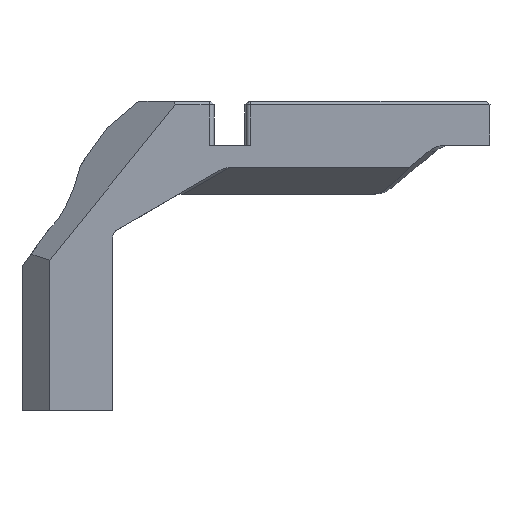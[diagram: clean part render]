
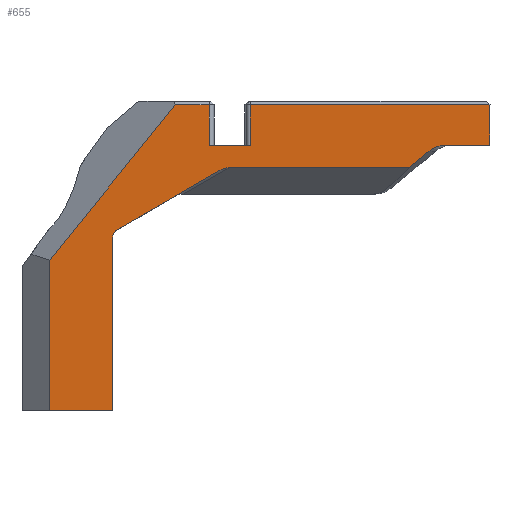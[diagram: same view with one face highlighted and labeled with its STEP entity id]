
A CAD part, top view. The second image highlights one B-rep face of the part: STEP entity #655.
In plain terms, the highlighted planar face has unit normal (-0.087, 0, 0.996).
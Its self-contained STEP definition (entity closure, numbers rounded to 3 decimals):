
#17 = VERTEX_POINT ( 'NONE', #2247 ) ;
#32 = CARTESIAN_POINT ( 'NONE',  ( -30.676, 39.306, 105.131 ) ) ;
#41 = CARTESIAN_POINT ( 'NONE',  ( -11.502, 49.423, 106.809 ) ) ;
#44 = VERTEX_POINT ( 'NONE', #2257 ) ;
#58 = CARTESIAN_POINT ( 'NONE',  ( 11.988, 51.561, 108.864 ) ) ;
#60 = CARTESIAN_POINT ( 'NONE',  ( -23.58, 41.873, 105.752 ) ) ;
#92 = DIRECTION ( 'NONE',  ( 0., -1., 0. ) ) ;
#100 = ORIENTED_EDGE ( 'NONE', *, *, #202, .T. ) ;
#102 = EDGE_CURVE ( 'NONE', #17, #508, #1750, .T. ) ;
#131 = CARTESIAN_POINT ( 'NONE',  ( 18.868, 52.25, 109.466 ) ) ;
#142 = DIRECTION ( 'NONE',  ( 0., -1., 0. ) ) ;
#147 = DIRECTION ( 'NONE',  ( -0.996, 0., -0.087 ) ) ;
#163 = DIRECTION ( 'NONE',  ( 0., 1., 0. ) ) ;
#169 = CARTESIAN_POINT ( 'NONE',  ( -11.134, 49.636, 106.841 ) ) ;
#174 = CARTESIAN_POINT ( 'NONE',  ( -12.718, 52.196, 106.702 ) ) ;
#200 = ORIENTED_EDGE ( 'NONE', *, *, #443, .T. ) ;
#202 = EDGE_CURVE ( 'NONE', #867, #44, #758, .T. ) ;
#218 = CARTESIAN_POINT ( 'NONE',  ( -23.08, 42.739, 105.796 ) ) ;
#223 = EDGE_CURVE ( 'NONE', #1532, #2283, #1053, .T. ) ;
#244 = VECTOR ( 'NONE', #1308, 1000. ) ;
#259 = CARTESIAN_POINT ( 'NONE',  ( -37.022, 22.4, 104.576 ) ) ;
#276 = EDGE_CURVE ( 'NONE', #690, #17, #1482, .T. ) ;
#306 = ORIENTED_EDGE ( 'NONE', *, *, #483, .T. ) ;
#310 = EDGE_CURVE ( 'NONE', #1827, #44, #1857, .T. ) ;
#321 = VECTOR ( 'NONE', #1909, 1000. ) ;
#335 = ORIENTED_EDGE ( 'NONE', *, *, #223, .T. ) ;
#349 = DIRECTION ( 'NONE',  ( 0., 1., 0. ) ) ;
#363 = LINE ( 'NONE', #2174, #2149 ) ;
#366 = CARTESIAN_POINT ( 'NONE',  ( -23.58, 41.873, 105.752 ) ) ;
#371 = ORIENTED_EDGE ( 'NONE', *, *, #835, .T. ) ;
#387 = CARTESIAN_POINT ( 'NONE',  ( -8.111, 52.196, 107.106 ) ) ;
#397 = VECTOR ( 'NONE', #1453, 1000. ) ;
#410 = VECTOR ( 'NONE', #2256, 1000. ) ;
#421 = ORIENTED_EDGE ( 'NONE', *, *, #2187, .T. ) ;
#443 = EDGE_CURVE ( 'NONE', #508, #755, #1289, .T. ) ;
#448 = ORIENTED_EDGE ( 'NONE', *, *, #1431, .T. ) ;
#464 = DIRECTION ( 'NONE',  ( 0., -1., 0. ) ) ;
#476 = ORIENTED_EDGE ( 'NONE', *, *, #102, .T. ) ;
#483 = EDGE_CURVE ( 'NONE', #755, #1532, #2189, .T. ) ;
#508 = VERTEX_POINT ( 'NONE', #366 ) ;
#529 = VECTOR ( 'NONE', #163, 1000. ) ;
#592 = CARTESIAN_POINT ( 'NONE',  ( -12.718, 56.8, 106.702 ) ) ;
#607 = CARTESIAN_POINT ( 'NONE',  ( -8.111, 52.95, 107.106 ) ) ;
#629 = ORIENTED_EDGE ( 'NONE', *, *, #862, .T. ) ;
#655 = ADVANCED_FACE ( 'NONE', ( #1747 ), #683, .T. ) ;
#675 = AXIS2_PLACEMENT_3D ( 'NONE', #878, #919, #2142 ) ;
#683 = PLANE ( 'NONE',  #1572 ) ;
#690 = VERTEX_POINT ( 'NONE', #1366 ) ;
#697 = CARTESIAN_POINT ( 'NONE',  ( 1.469, 52.95, 107.944 ) ) ;
#720 = LINE ( 'NONE', #2123, #772 ) ;
#725 = ORIENTED_EDGE ( 'NONE', *, *, #310, .F. ) ;
#737 = CARTESIAN_POINT ( 'NONE',  ( -23.58, 52.95, 105.752 ) ) ;
#745 = VERTEX_POINT ( 'NONE', #174 ) ;
#748 = DIRECTION ( 'NONE',  ( -0.996, 0., -0.087 ) ) ;
#751 = CARTESIAN_POINT ( 'NONE',  ( -0.237, 55.927, 107.794 ) ) ;
#755 = VERTEX_POINT ( 'NONE', #1816 ) ;
#756 = VERTEX_POINT ( 'NONE', #387 ) ;
#758 = CIRCLE ( 'NONE', #675, 3. ) ;
#772 = VECTOR ( 'NONE', #748, 1000. ) ;
#774 = LINE ( 'NONE', #607, #2083 ) ;
#792 = DIRECTION ( 'NONE',  ( 0.996, 0., 0.087 ) ) ;
#830 = EDGE_CURVE ( 'NONE', #867, #949, #924, .T. ) ;
#835 = EDGE_CURVE ( 'NONE', #756, #745, #720, .T. ) ;
#862 = EDGE_CURVE ( 'NONE', #991, #2253, #363, .T. ) ;
#867 = VERTEX_POINT ( 'NONE', #58 ) ;
#878 = CARTESIAN_POINT ( 'NONE',  ( 13.893, 49.25, 109.031 ) ) ;
#894 = EDGE_CURVE ( 'NONE', #745, #1246, #1255, .T. ) ;
#901 = ORIENTED_EDGE ( 'NONE', *, *, #894, .T. ) ;
#919 = DIRECTION ( 'NONE',  ( 0.087, 0., -0.996 ) ) ;
#924 = LINE ( 'NONE', #1239, #1141 ) ;
#949 = VERTEX_POINT ( 'NONE', #1711 ) ;
#950 = CARTESIAN_POINT ( 'NONE',  ( 18.868, 56.8, 109.466 ) ) ;
#991 = VERTEX_POINT ( 'NONE', #950 ) ;
#993 = LINE ( 'NONE', #1147, #1817 ) ;
#1009 = ORIENTED_EDGE ( 'NONE', *, *, #2091, .T. ) ;
#1047 = CARTESIAN_POINT ( 'NONE',  ( -30.676, 37.675, 105.131 ) ) ;
#1053 =( BOUNDED_CURVE ( )  B_SPLINE_CURVE ( 3, ( #41, #169, #2129, #1236 ),
 .UNSPECIFIED., .F., .T. ) 
 B_SPLINE_CURVE_WITH_KNOTS ( ( 4, 4 ),
 ( 4.657, 5.424 ),
 .UNSPECIFIED. ) 
 CURVE ( )  GEOMETRIC_REPRESENTATION_ITEM ( )  RATIONAL_B_SPLINE_CURVE ( ( 1., 0.952, 0.952, 1. ) ) 
 REPRESENTATION_ITEM ( '' )  );
#1059 = LINE ( 'NONE', #1047, #410 ) ;
#1086 = CARTESIAN_POINT ( 'NONE',  ( -23.397, 42.556, 105.768 ) ) ;
#1113 = EDGE_CURVE ( 'NONE', #2075, #2195, #2118, .T. ) ;
#1116 = ORIENTED_EDGE ( 'NONE', *, *, #1113, .F. ) ;
#1141 = VECTOR ( 'NONE', #1954, 1000. ) ;
#1147 = CARTESIAN_POINT ( 'NONE',  ( 18.868, 53.952, 109.466 ) ) ;
#1199 = LINE ( 'NONE', #1908, #1766 ) ;
#1215 = CARTESIAN_POINT ( 'NONE',  ( -8.111, 56.8, 107.106 ) ) ;
#1224 = CARTESIAN_POINT ( 'NONE',  ( -21.076, 51.164, 105.971 ) ) ;
#1236 = CARTESIAN_POINT ( 'NONE',  ( -10.376, 49.75, 106.907 ) ) ;
#1239 = CARTESIAN_POINT ( 'NONE',  ( 6.425, 46.939, 108.377 ) ) ;
#1246 = VERTEX_POINT ( 'NONE', #592 ) ;
#1255 = LINE ( 'NONE', #1940, #1695 ) ;
#1289 =( BOUNDED_CURVE ( )  B_SPLINE_CURVE ( 3, ( #60, #1591, #1086, #218 ),
 .UNSPECIFIED., .F., .F. ) 
 B_SPLINE_CURVE_WITH_KNOTS ( ( 4, 4 ),
 ( 3.142, 4.189 ),
 .UNSPECIFIED. ) 
 CURVE ( )  GEOMETRIC_REPRESENTATION_ITEM ( )  RATIONAL_B_SPLINE_CURVE ( ( 1., 0.911, 0.911, 1. ) ) 
 REPRESENTATION_ITEM ( '' )  );
#1308 = DIRECTION ( 'NONE',  ( -0.996, 0., -0.087 ) ) ;
#1366 = CARTESIAN_POINT ( 'NONE',  ( -30.676, 22.4, 105.131 ) ) ;
#1431 = EDGE_CURVE ( 'NONE', #1246, #2195, #1199, .T. ) ;
#1453 = DIRECTION ( 'NONE',  ( 0.864, 0.499, 0.076 ) ) ;
#1482 = LINE ( 'NONE', #259, #1608 ) ;
#1532 = VERTEX_POINT ( 'NONE', #1831 ) ;
#1538 = ORIENTED_EDGE ( 'NONE', *, *, #1752, .F. ) ;
#1558 = ORIENTED_EDGE ( 'NONE', *, *, #830, .F. ) ;
#1572 = AXIS2_PLACEMENT_3D ( 'NONE', #697, #2254, #142 ) ;
#1591 = CARTESIAN_POINT ( 'NONE',  ( -23.58, 42.239, 105.752 ) ) ;
#1608 = VECTOR ( 'NONE', #2228, 1000. ) ;
#1669 = CARTESIAN_POINT ( 'NONE',  ( 1.469, 49.75, 107.944 ) ) ;
#1686 = CARTESIAN_POINT ( 'NONE',  ( -16.512, 56.8, 106.371 ) ) ;
#1695 = VECTOR ( 'NONE', #349, 1000. ) ;
#1711 = CARTESIAN_POINT ( 'NONE',  ( 9.808, 49.75, 108.673 ) ) ;
#1747 = FACE_OUTER_BOUND ( 'NONE', #2274, .T. ) ;
#1750 = LINE ( 'NONE', #737, #529 ) ;
#1752 = EDGE_CURVE ( 'NONE', #991, #1827, #993, .T. ) ;
#1766 = VECTOR ( 'NONE', #147, 1000. ) ;
#1816 = CARTESIAN_POINT ( 'NONE',  ( -23.08, 42.739, 105.796 ) ) ;
#1817 = VECTOR ( 'NONE', #92, 1000. ) ;
#1827 = VERTEX_POINT ( 'NONE', #131 ) ;
#1831 = CARTESIAN_POINT ( 'NONE',  ( -11.502, 49.423, 106.809 ) ) ;
#1837 = EDGE_CURVE ( 'NONE', #690, #2075, #1059, .T. ) ;
#1857 = LINE ( 'NONE', #2208, #244 ) ;
#1908 = CARTESIAN_POINT ( 'NONE',  ( 1.469, 56.8, 107.944 ) ) ;
#1909 = DIRECTION ( 'NONE',  ( 0.628, 0.776, 0.055 ) ) ;
#1940 = CARTESIAN_POINT ( 'NONE',  ( -12.718, 57.2, 106.702 ) ) ;
#1954 = DIRECTION ( 'NONE',  ( -0.767, -0.638, -0.067 ) ) ;
#1967 = DIRECTION ( 'NONE',  ( -0.996, 0., -0.087 ) ) ;
#1978 = ORIENTED_EDGE ( 'NONE', *, *, #276, .T. ) ;
#2011 = VECTOR ( 'NONE', #792, 1000. ) ;
#2061 = LINE ( 'NONE', #1669, #2011 ) ;
#2075 = VERTEX_POINT ( 'NONE', #32 ) ;
#2083 = VECTOR ( 'NONE', #464, 1000. ) ;
#2091 = EDGE_CURVE ( 'NONE', #2253, #756, #774, .T. ) ;
#2095 = ORIENTED_EDGE ( 'NONE', *, *, #1837, .F. ) ;
#2096 = CARTESIAN_POINT ( 'NONE',  ( -10.376, 49.75, 106.907 ) ) ;
#2118 = LINE ( 'NONE', #1224, #321 ) ;
#2123 = CARTESIAN_POINT ( 'NONE',  ( 1.469, 52.196, 107.944 ) ) ;
#2129 = CARTESIAN_POINT ( 'NONE',  ( -10.739, 49.75, 106.876 ) ) ;
#2142 = DIRECTION ( 'NONE',  ( 0.996, 0., 0.087 ) ) ;
#2149 = VECTOR ( 'NONE', #1967, 1000. ) ;
#2174 = CARTESIAN_POINT ( 'NONE',  ( 1.469, 56.8, 107.944 ) ) ;
#2187 = EDGE_CURVE ( 'NONE', #2283, #949, #2061, .T. ) ;
#2189 = LINE ( 'NONE', #751, #397 ) ;
#2195 = VERTEX_POINT ( 'NONE', #1686 ) ;
#2208 = CARTESIAN_POINT ( 'NONE',  ( 1.469, 52.25, 107.944 ) ) ;
#2228 = DIRECTION ( 'NONE',  ( 0.996, 0., 0.087 ) ) ;
#2247 = CARTESIAN_POINT ( 'NONE',  ( -23.58, 22.4, 105.752 ) ) ;
#2253 = VERTEX_POINT ( 'NONE', #1215 ) ;
#2254 = DIRECTION ( 'NONE',  ( -0.087, 0., 0.996 ) ) ;
#2256 = DIRECTION ( 'NONE',  ( 0., 1., 0. ) ) ;
#2257 = CARTESIAN_POINT ( 'NONE',  ( 13.893, 52.25, 109.031 ) ) ;
#2274 = EDGE_LOOP ( 'NONE', ( #476, #200, #306, #335, #421, #1558, #100, #725, #1538, #629, #1009, #371, #901, #448, #1116, #2095, #1978 ) ) ;
#2283 = VERTEX_POINT ( 'NONE', #2096 ) ;
